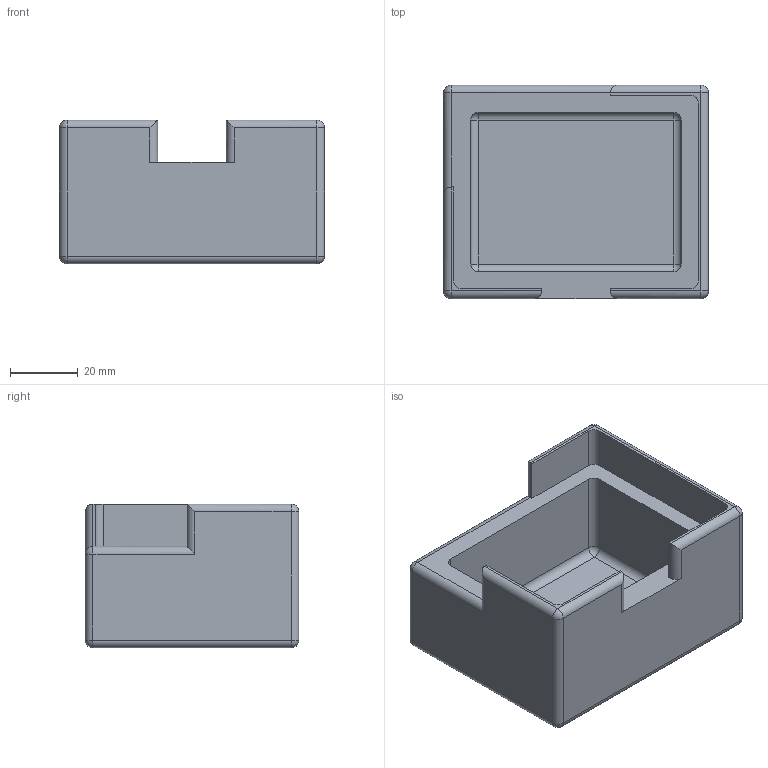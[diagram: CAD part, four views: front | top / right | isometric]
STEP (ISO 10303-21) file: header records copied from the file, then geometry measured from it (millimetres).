
FILE_DESCRIPTION(/* description */ (''),/* implementation_level */ '2;1');
FILE_NAME(/* name */ 'TreeHacks PortCase v2.step',/* time_stamp */ '2024-02-18T07:19:54-08:00',/* author */ (''),/* organization */ (''),/* preprocessor_version */ 'ST-DEVELOPER v20',/* originating_system */ 'Autodesk Translation Framework v12.20.1.177',/* authorisation */ '');
FILE_SCHEMA (('AUTOMOTIVE_DESIGN { 1 0 10303 214 3 1 1 }'));
Length unit declared in the file: millimetre
Products named in the file (1): TreeHacks PortCase
Bounding box: 78.3 x 63.1 x 42.5 mm (x, y, z)
Volume: 75093.2 mm3; surface area: 27669.1 mm2
Topology: 1 solids, 1 shells, 64 faces, 141 edges, 80 vertices
Faces by surface type: cylinder 30, plane 22, sphere 12
Entity records: 1756 total; most frequent: DIRECTION 325, CARTESIAN_POINT 286, ORIENTED_EDGE 282, EDGE_CURVE 141, AXIS2_PLACEMENT_3D 119, LINE 87, VECTOR 87, VERTEX_POINT 80
